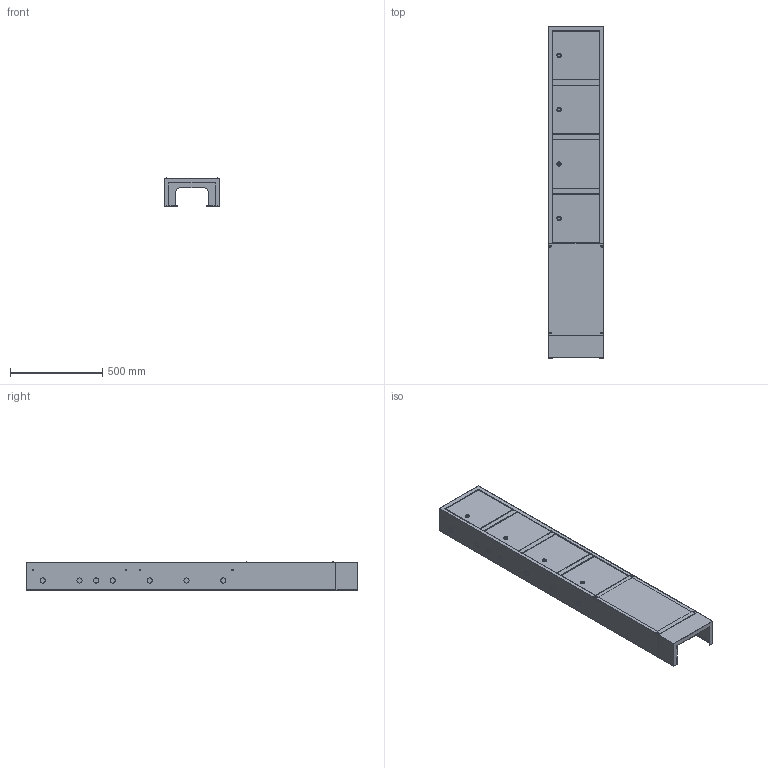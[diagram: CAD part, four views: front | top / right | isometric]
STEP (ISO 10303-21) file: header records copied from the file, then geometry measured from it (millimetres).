
FILE_DESCRIPTION (( 'STEP AP214' ), '1' );
FILE_NAME ('IND-KSS-1-L_ﾊⅱ髜 ﾊCC LIGHT IEK.STEP', '2021-03-31T11:49:24', ( '' ), ( '' ), 'SwSTEP 2.0', 'SolidWorks 2017', '' );
FILE_SCHEMA (( 'AUTOMOTIVE_DESIGN' ));
Length unit declared in the file: millimetre
Products named in the file (9): Âèíò_ðåçüáîâûäàâëèâàþùèé_Œ4å9; IND-KSS-1-L_Êîðîá ÊCC LIGHT IEK; ﾄ粢; 砑鳧罻; Ôàñàäíàÿ ïàíåëü 1160; 砑鳧罻_-01; Ãàéêà_ôëàíöåâàÿ_M6; Êàðêàñ ÊÝÒ; hex flange bolt_din_DIN 6921 - M6 x 16 x 16-N
Assembly tree (18 placements, depth 2):
  IND-KSS-1-L_Êîðîá ÊCC LIGHT IEK
    Êàðêàñ ÊÝÒ
    Ôàñàäíàÿ ïàíåëü 1160
    hex flange bolt_din_DIN 6921 - M6 x 16 x 16-N  x2
    Ãàéêà_ôëàíöåâàÿ_M6  x2
    砑鳧罻  x3
    砑鳧罻_-01
    ﾄ粢  x4
    Âèíò_ðåçüáîâûäàâëèâàþùèé_Œ4å9  x4
Bounding box: 300 x 1800 x 152.36 mm (x, y, z)
Volume: 1284372.8 mm3; surface area: 3148600.6 mm2
Topology: 26 solids, 26 shells, 1398 faces, 3748 edges, 2464 vertices
Faces by surface type: plane 752, cylinder 558, bspline 36, cone 32, torus 12, sphere 8
Entity records: 29805 total; most frequent: CARTESIAN_POINT 5822, DIRECTION 4969, ORIENTED_EDGE 4846, EDGE_CURVE 2423, AXIS2_PLACEMENT_3D 1737, VERTEX_POINT 1600, LINE 1495, VECTOR 1495
